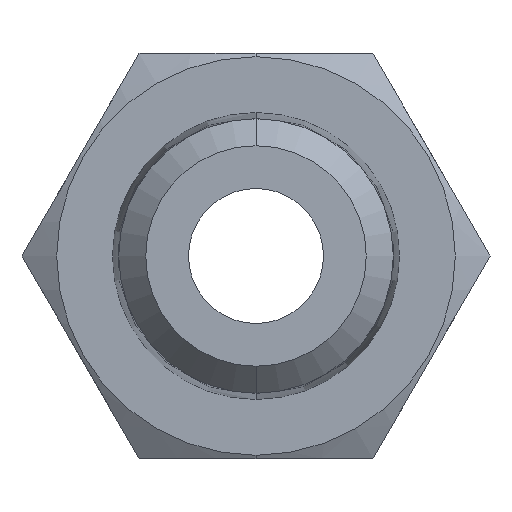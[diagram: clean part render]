
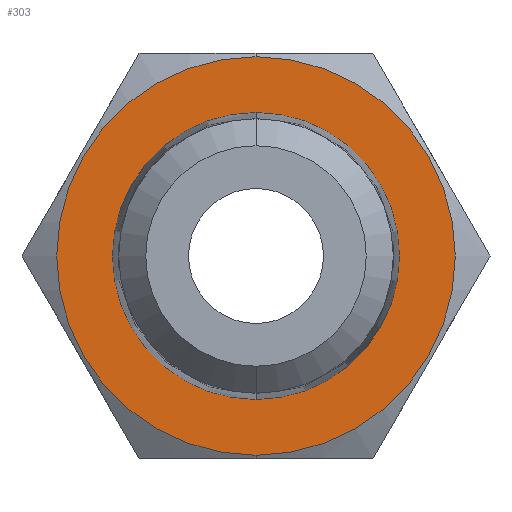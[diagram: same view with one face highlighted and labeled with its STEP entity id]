
A CAD part, front view. The second image highlights one B-rep face of the part: STEP entity #303.
In plain terms, the highlighted planar face has unit normal (0, -1, 0).
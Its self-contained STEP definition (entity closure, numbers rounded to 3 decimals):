
#32 = VERTEX_POINT ( 'NONE', #624 ) ;
#34 = VERTEX_POINT ( 'NONE', #618 ) ;
#50 = EDGE_CURVE ( 'NONE', #34, #32, #672, .T. ) ;
#78 = EDGE_CURVE ( 'NONE', #82, #81, #639, .T. ) ;
#81 = VERTEX_POINT ( 'NONE', #731 ) ;
#82 = VERTEX_POINT ( 'NONE', #732 ) ;
#270 = EDGE_CURVE ( 'NONE', #81, #82, #1058, .T. ) ;
#303 = ADVANCED_FACE ( 'NONE', ( #1155, #1153 ), #1146, .F. ) ;
#310 = EDGE_LOOP ( 'NONE', ( #353, #350 ) ) ;
#314 = ORIENTED_EDGE ( 'NONE', *, *, #270, .T. ) ;
#315 = EDGE_LOOP ( 'NONE', ( #314, #345 ) ) ;
#345 = ORIENTED_EDGE ( 'NONE', *, *, #78, .T. ) ;
#350 = ORIENTED_EDGE ( 'NONE', *, *, #50, .F. ) ;
#353 = ORIENTED_EDGE ( 'NONE', *, *, #993, .F. ) ;
#618 = CARTESIAN_POINT ( 'NONE',  ( 0., 8., -4.249 ) ) ;
#624 = CARTESIAN_POINT ( 'NONE',  ( 0., 8., 4.249 ) ) ;
#631 = AXIS2_PLACEMENT_3D ( 'NONE', #635, #641, #640 ) ;
#635 = CARTESIAN_POINT ( 'NONE',  ( 0., 8., 0. ) ) ;
#639 = CIRCLE ( 'NONE', #631, 5.9 ) ;
#640 = DIRECTION ( 'NONE',  ( 0., 0., 1. ) ) ;
#641 = DIRECTION ( 'NONE',  ( 0., -1., 0. ) ) ;
#672 = CIRCLE ( 'NONE', #684, 4.249 ) ;
#673 = CARTESIAN_POINT ( 'NONE',  ( 0., 8., 0. ) ) ;
#682 = DIRECTION ( 'NONE',  ( 0., 0., -1. ) ) ;
#683 = DIRECTION ( 'NONE',  ( 0., -1., 0. ) ) ;
#684 = AXIS2_PLACEMENT_3D ( 'NONE', #673, #683, #682 ) ;
#731 = CARTESIAN_POINT ( 'NONE',  ( 0., 8., 5.9 ) ) ;
#732 = CARTESIAN_POINT ( 'NONE',  ( 0., 8., -5.9 ) ) ;
#993 = EDGE_CURVE ( 'NONE', #32, #34, #1753, .T. ) ;
#1047 = DIRECTION ( 'NONE',  ( 0., 0., 1. ) ) ;
#1058 = CIRCLE ( 'NONE', #1065, 5.9 ) ;
#1063 = DIRECTION ( 'NONE',  ( 0., -1., 0. ) ) ;
#1064 = CARTESIAN_POINT ( 'NONE',  ( 0., 8., 0. ) ) ;
#1065 = AXIS2_PLACEMENT_3D ( 'NONE', #1064, #1063, #1047 ) ;
#1133 = AXIS2_PLACEMENT_3D ( 'NONE', #1168, #1154, #1169 ) ;
#1146 = PLANE ( 'NONE',  #1133 ) ;
#1153 = FACE_BOUND ( 'NONE', #310, .T. ) ;
#1154 = DIRECTION ( 'NONE',  ( 0., 1., 0. ) ) ;
#1155 = FACE_OUTER_BOUND ( 'NONE', #315, .T. ) ;
#1168 = CARTESIAN_POINT ( 'NONE',  ( 4.249, 8., 0. ) ) ;
#1169 = DIRECTION ( 'NONE',  ( 0., 0., 1. ) ) ;
#1693 = DIRECTION ( 'NONE',  ( 0., 0., -1. ) ) ;
#1694 = DIRECTION ( 'NONE',  ( 0., -1., 0. ) ) ;
#1695 = CARTESIAN_POINT ( 'NONE',  ( 0., 8., 0. ) ) ;
#1752 = AXIS2_PLACEMENT_3D ( 'NONE', #1695, #1694, #1693 ) ;
#1753 = CIRCLE ( 'NONE', #1752, 4.249 ) ;
